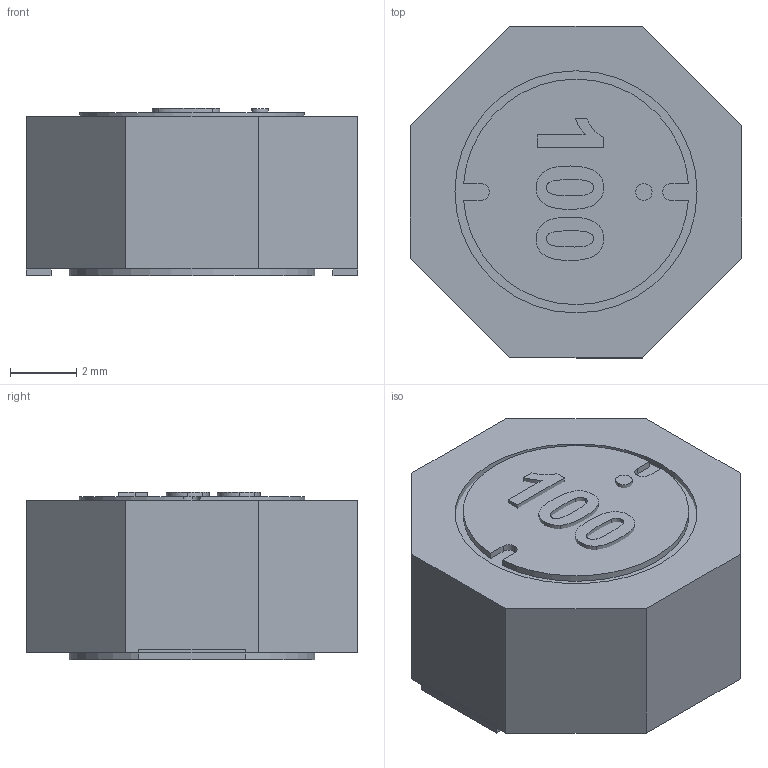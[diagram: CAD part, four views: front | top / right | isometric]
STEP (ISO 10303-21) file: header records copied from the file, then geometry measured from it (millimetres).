
FILE_DESCRIPTION (( 'STEP AP214' ), '1' );
FILE_NAME ('User Library-Bourns_SRU1048.STEP', '2014-09-04T17:16:02', ( 'Windows User' ), ( '' ), 'SwSTEP 2.0', 'SolidWorks 2014', '' );
FILE_SCHEMA (( 'AUTOMOTIVE_DESIGN' ));
Length unit declared in the file: millimetre
Products named in the file (1): User Library-Bourns_SRU1048
Bounding box: 10 x 10 x 5.04 mm (x, y, z)
Volume: 392.8 mm3; surface area: 639.2 mm2
Topology: 9 solids, 9 shells, 74 faces, 168 edges, 112 vertices
Faces by surface type: plane 43, bspline 20, cylinder 11
Entity records: 3200 total; most frequent: CARTESIAN_POINT 729, ORIENTED_EDGE 336, DIRECTION 250, EDGE_CURVE 168, VERTEX_POINT 112, VECTOR 96, LINE 96, UNCERTAINTY_MEASURE_WITH_UNIT 85
